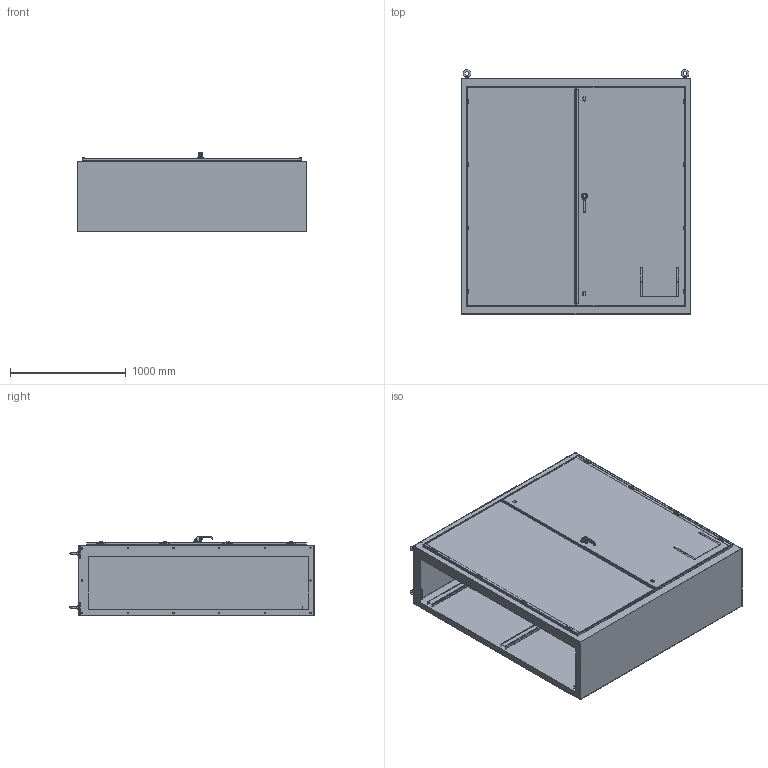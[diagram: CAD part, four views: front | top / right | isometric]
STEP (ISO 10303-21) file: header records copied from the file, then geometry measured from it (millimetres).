
FILE_DESCRIPTION (( 'STEP AP214' ), '1' );
FILE_NAME ('SCE-N80RU7824.STEP', '2024-05-11T14:13:12', ( '' ), ( '' ), 'SwSTEP 2.0', 'SolidWorks 2023', '' );
FILE_SCHEMA (( 'AUTOMOTIVE_DESIGN' ));
Length unit declared in the file: inch
Products named in the file (1): SCE-N80RU7824
Bounding box: 1974.85 x 2106.8 x 686.97 mm (x, y, z)
Volume: 35916193.6 mm3; surface area: 27131894.4 mm2
Topology: 35 solids, 43 shells, 5049 faces, 13132 edges, 8253 vertices
Faces by surface type: plane 2384, cylinder 1657, torus 409, bspline 366, cone 147, sphere 86
Full cylindrical faces by diameter (mm): 1.016 x8, 3.978 x8, 4.318 x40, 4.978 x32, 5.016 x2, 5.207 x16, 5.232 x16, 5.537 x8, 6.096 x16, 6.198 x16, 6.35 x17, 9.525 x18, 10.323 x16, 11.112 x8, 11.113 x4, 15.24 x4, 16 x1, 29.8 x4
Entity records: 220308 total; most frequent: CARTESIAN_POINT 102121, ORIENTED_EDGE 24970, DIRECTION 23229, EDGE_CURVE 12485, AXIS2_PLACEMENT_3D 8274, VERTEX_POINT 8045, LINE 6681, VECTOR 6681
